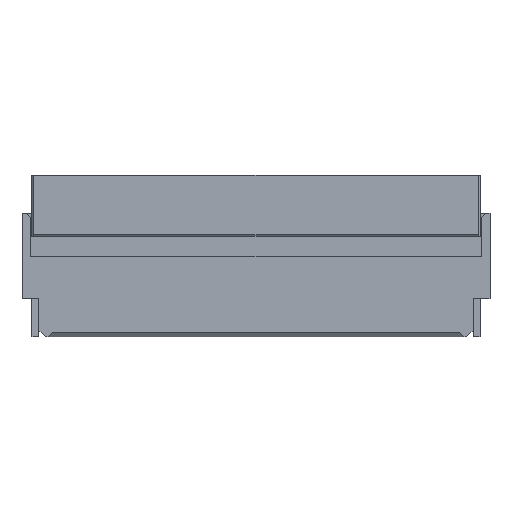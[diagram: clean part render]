
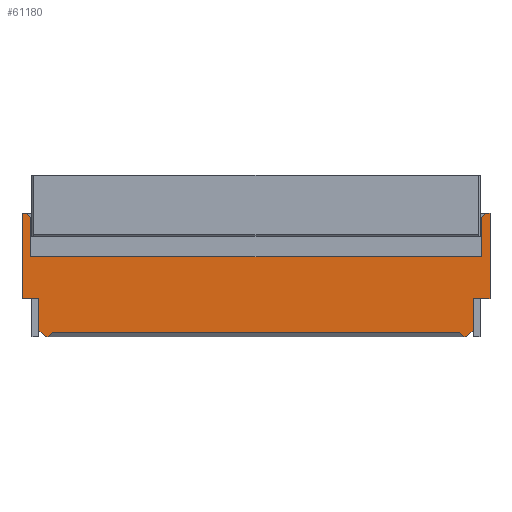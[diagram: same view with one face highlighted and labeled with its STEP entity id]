
A CAD part, top view. The second image highlights one B-rep face of the part: STEP entity #61180.
In plain terms, the highlighted planar face has unit normal (0, 0, 1).
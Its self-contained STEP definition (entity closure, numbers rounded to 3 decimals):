
#100=CARTESIAN_POINT('',(-5.4,1.,1.));
#110=VERTEX_POINT('',#100);
#360=CARTESIAN_POINT('',(-5.3,0.9,1.));
#370=VERTEX_POINT('',#360);
#400=CARTESIAN_POINT('',(11.5,-15.9,1.));
#410=DIRECTION('',(-0.707,0.707,0.));
#420=VECTOR('',#410,1.);
#430=LINE('',#400,#420);
#440=EDGE_CURVE('',#370,#110,#430,.T.);
#2820=CARTESIAN_POINT('',(-5.3,-0.02,1.));
#2830=VERTEX_POINT('',#2820);
#2860=CARTESIAN_POINT('',(-5.3,0.695,1.));
#2870=DIRECTION('',(0.,1.,0.));
#2880=VECTOR('',#2870,1.);
#2890=LINE('',#2860,#2880);
#2900=EDGE_CURVE('',#2830,#370,#2890,.T.);
#5880=CARTESIAN_POINT('',(11.5,1.,1.));
#5890=DIRECTION('',(-1.,0.,0.));
#5900=VECTOR('',#5890,1.);
#5910=LINE('',#5880,#5900);
#5920=CARTESIAN_POINT('',(-5.5,1.,1.));
#5930=VERTEX_POINT('',#5920);
#5940=EDGE_CURVE('',#110,#5930,#5910,.T.);
#15120=CARTESIAN_POINT('',(-4.953,-1.9,1.));
#15130=VERTEX_POINT('',#15120);
#15290=CARTESIAN_POINT('',(-5.103,-1.75,1.));
#15300=VERTEX_POINT('',#15290);
#15330=CARTESIAN_POINT('',(-7.547,0.695,1.));
#15340=DIRECTION('',(0.707,-0.707,
0.));
#15350=VECTOR('',#15340,1.);
#15360=LINE('',#15330,#15350);
#15370=EDGE_CURVE('',#15300,#15130,#15360,.T.);
#21990=CARTESIAN_POINT('',(-4.885,-1.9,1.));
#22000=VERTEX_POINT('',#21990);
#22030=CARTESIAN_POINT('',(-2.29,0.695,1.));
#22040=DIRECTION('',(0.707,0.707,
0.));
#22050=VECTOR('',#22040,1.);
#22060=LINE('',#22030,#22050);
#22070=CARTESIAN_POINT('',(-4.785,-1.8,1.));
#22080=VERTEX_POINT('',#22070);
#22090=EDGE_CURVE('',#22000,#22080,#22060,.T.);
#22580=CARTESIAN_POINT('',(-5.103,-1.,1.));
#22590=VERTEX_POINT('',#22580);
#22620=CARTESIAN_POINT('',(-5.103,0.695,1.));
#22630=DIRECTION('',(0.,1.,0.));
#22640=VECTOR('',#22630,1.);
#22650=LINE('',#22620,#22640);
#22660=EDGE_CURVE('',#15300,#22590,#22650,.T.);
#23190=CARTESIAN_POINT('',(-5.5,-1.,1.));
#23200=VERTEX_POINT('',#23190);
#23230=CARTESIAN_POINT('',(11.5,-1.,1.));
#23240=DIRECTION('',(1.,0.,0.));
#23250=VECTOR('',#23240,1.);
#23260=LINE('',#23230,#23250);
#23270=EDGE_CURVE('',#23200,#22590,#23260,.T.);
#29170=CARTESIAN_POINT('',(-5.5,0.695,1.));
#29180=DIRECTION('',(0.,1.,0.));
#29190=VECTOR('',#29180,1.);
#29200=LINE('',#29170,#29190);
#29210=EDGE_CURVE('',#23200,#5930,#29200,.T.);
#30750=CARTESIAN_POINT('',(-11.5,-15.9,1.));
#30760=DIRECTION('',(0.707,0.707,
0.));
#30770=VECTOR('',#30760,1.);
#30780=LINE('',#30750,#30770);
#30790=CARTESIAN_POINT('',(5.3,0.9,1.));
#30800=VERTEX_POINT('',#30790);
#30810=CARTESIAN_POINT('',(5.4,1.,1.));
#30820=VERTEX_POINT('',#30810);
#30830=EDGE_CURVE('',#30800,#30820,#30780,.T.);
#38290=CARTESIAN_POINT('',(5.3,-0.02,1.));
#38300=VERTEX_POINT('',#38290);
#38330=CARTESIAN_POINT('',(1.5,-0.02,1.));
#38340=DIRECTION('',(1.,0.,0.));
#38350=VECTOR('',#38340,1.);
#38360=LINE('',#38330,#38350);
#38370=EDGE_CURVE('',#2830,#38300,#38360,.T.);
#39100=CARTESIAN_POINT('',(5.3,0.695,1.));
#39110=DIRECTION('',(0.,1.,0.));
#39120=VECTOR('',#39110,1.);
#39130=LINE('',#39100,#39120);
#39140=EDGE_CURVE('',#38300,#30800,#39130,.T.);
#39350=CARTESIAN_POINT('',(4.885,-1.9,1.));
#39360=VERTEX_POINT('',#39350);
#39390=CARTESIAN_POINT('',(6.,-1.9,1.));
#39400=DIRECTION('',(1.,0.,0.));
#39410=VECTOR('',#39400,1.);
#39420=LINE('',#39390,#39410);
#39430=CARTESIAN_POINT('',(4.953,-1.9,1.));
#39440=VERTEX_POINT('',#39430);
#39450=EDGE_CURVE('',#39360,#39440,#39420,.T.);
#39710=CARTESIAN_POINT('',(-6.,-1.9,1.));
#39720=DIRECTION('',(-1.,0.,0.));
#39730=VECTOR('',#39720,1.);
#39740=LINE('',#39710,#39730);
#39750=EDGE_CURVE('',#22000,#15130,#39740,.T.);
#45760=CARTESIAN_POINT('',(3.5,-1.8,1.));
#45770=DIRECTION('',(1.,0.,0.));
#45780=VECTOR('',#45770,1.);
#45790=LINE('',#45760,#45780);
#45800=CARTESIAN_POINT('',(4.785,-1.8,1.));
#45810=VERTEX_POINT('',#45800);
#45820=EDGE_CURVE('',#22080,#45810,#45790,.T.);
#60530=CARTESIAN_POINT('',(-40.677,-1.494,
1.));
#60540=DIRECTION('',(0.,0.,1.));
#60550=DIRECTION('',(0.,-1.,0.));
#60560=AXIS2_PLACEMENT_3D('',#60530,#60540,#60550);
#60570=PLANE('',#60560);
#60580=ORIENTED_EDGE('',*,*,#39140,.F.);
#60590=ORIENTED_EDGE('',*,*,#30830,.F.);
#60600=CARTESIAN_POINT('',(-11.5,1.,1.));
#60610=DIRECTION('',(1.,0.,0.));
#60620=VECTOR('',#60610,1.);
#60630=LINE('',#60600,#60620);
#60640=CARTESIAN_POINT('',(5.5,1.,1.));
#60650=VERTEX_POINT('',#60640);
#60660=EDGE_CURVE('',#30820,#60650,#60630,.T.);
#60670=ORIENTED_EDGE('',*,*,#60660,.F.);
#60680=CARTESIAN_POINT('',(5.5,0.695,1.));
#60690=DIRECTION('',(0.,1.,0.));
#60700=VECTOR('',#60690,1.);
#60710=LINE('',#60680,#60700);
#60720=CARTESIAN_POINT('',(5.5,-1.,1.));
#60730=VERTEX_POINT('',#60720);
#60740=EDGE_CURVE('',#60730,#60650,#60710,.T.);
#60750=ORIENTED_EDGE('',*,*,#60740,.T.);
#60760=CARTESIAN_POINT('',(-11.5,-1.,1.));
#60770=DIRECTION('',(-1.,0.,0.));
#60780=VECTOR('',#60770,1.);
#60790=LINE('',#60760,#60780);
#60800=CARTESIAN_POINT('',(5.103,-1.,1.));
#60810=VERTEX_POINT('',#60800);
#60820=EDGE_CURVE('',#60730,#60810,#60790,.T.);
#60830=ORIENTED_EDGE('',*,*,#60820,.F.);
#60840=CARTESIAN_POINT('',(5.103,0.695,1.));
#60850=DIRECTION('',(0.,1.,0.));
#60860=VECTOR('',#60850,1.);
#60870=LINE('',#60840,#60860);
#60880=CARTESIAN_POINT('',(5.103,-1.75,1.));
#60890=VERTEX_POINT('',#60880);
#60900=EDGE_CURVE('',#60890,#60810,#60870,.T.);
#60910=ORIENTED_EDGE('',*,*,#60900,.T.);
#60920=CARTESIAN_POINT('',(7.547,0.695,
1.));
#60930=DIRECTION('',(-0.707,-0.707,
0.));
#60940=VECTOR('',#60930,1.);
#60950=LINE('',#60920,#60940);
#60960=EDGE_CURVE('',#60890,#39440,#60950,.T.);
#60970=ORIENTED_EDGE('',*,*,#60960,.F.);
#60980=ORIENTED_EDGE('',*,*,#39450,.T.);
#60990=CARTESIAN_POINT('',(2.29,0.695,
1.));
#61000=DIRECTION('',(-0.707,0.707,
0.));
#61010=VECTOR('',#61000,1.);
#61020=LINE('',#60990,#61010);
#61030=EDGE_CURVE('',#39360,#45810,#61020,.T.);
#61040=ORIENTED_EDGE('',*,*,#61030,.F.);
#61050=ORIENTED_EDGE('',*,*,#45820,.T.);
#61060=ORIENTED_EDGE('',*,*,#22090,.T.);
#61070=ORIENTED_EDGE('',*,*,#39750,.F.);
#61080=ORIENTED_EDGE('',*,*,#15370,.T.);
#61090=ORIENTED_EDGE('',*,*,#22660,.F.);
#61100=ORIENTED_EDGE('',*,*,#23270,.T.);
#61110=ORIENTED_EDGE('',*,*,#29210,.F.);
#61120=ORIENTED_EDGE('',*,*,#5940,.T.);
#61130=ORIENTED_EDGE('',*,*,#440,.T.);
#61140=ORIENTED_EDGE('',*,*,#2900,.T.);
#61150=ORIENTED_EDGE('',*,*,#38370,.F.);
#61160=EDGE_LOOP('',(#61150,#61140,#61130,#61120,#61110,#61100,#61090,
#61080,#61070,#61060,#61050,#61040,#60980,#60970,#60910,#60830,#60750,
#60670,#60590,#60580));
#61170=FACE_OUTER_BOUND('',#61160,.T.);
#61180=ADVANCED_FACE('',(#61170),#60570,.T.);
